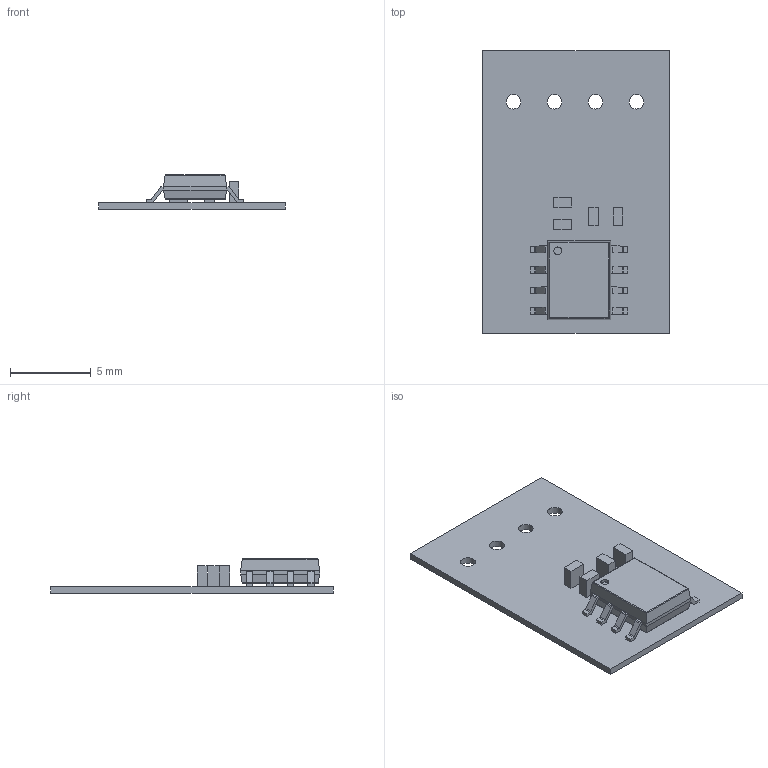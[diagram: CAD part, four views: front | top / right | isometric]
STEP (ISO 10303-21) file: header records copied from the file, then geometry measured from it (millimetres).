
FILE_DESCRIPTION(('Open CASCADE Model'),'2;1');
FILE_NAME('Open CASCADE Shape Model','2020-08-26T02:56:35',('Author'),( 'Open CASCADE'),'Open CASCADE STEP processor 6.8','Open CASCADE 6.8' ,'Unknown');
FILE_SCHEMA(('AUTOMOTIVE_DESIGN { 1 0 10303 214 1 1 1 1 }'));
Length unit declared in the file: millimetre
Products named in the file (15): PCB; Board; Open CASCADE STEP translator 6.8 3.1.1; U1; 5808141744; Body; PinsArrayLR; C1; 8360379392; Extruded; C4; 7898255008; C2; C3
Assembly tree (16 placements, depth 4):
  PCB
    Board
      Open CASCADE STEP translator 6.8 3.1.1
    U1
      5808141744
        Body
        PinsArrayLR
    C1
      8360379392
        Extruded
    C4
      7898255008
        Extruded
    C2
      8360379392
        Extruded
    C3
      7898255008
        Extruded
Bounding box: 11.56 x 17.53 x 2.14 mm (x, y, z)
Volume: 115 mm3; surface area: 528.9 mm2
Topology: 14 solids, 14 shells, 162 faces, 383 edges, 250 vertices
Faces by surface type: plane 125, cylinder 37
Full cylindrical faces by diameter (mm): 0.487 x1, 0.9 x4
Entity records: 4690 total; most frequent: CARTESIAN_POINT 760, DIRECTION 759, ORIENTED_EDGE 718, EDGE_CURVE 359, LINE 293, VECTOR 293, VERTEX_POINT 234, AXIS2_PLACEMENT_3D 233
